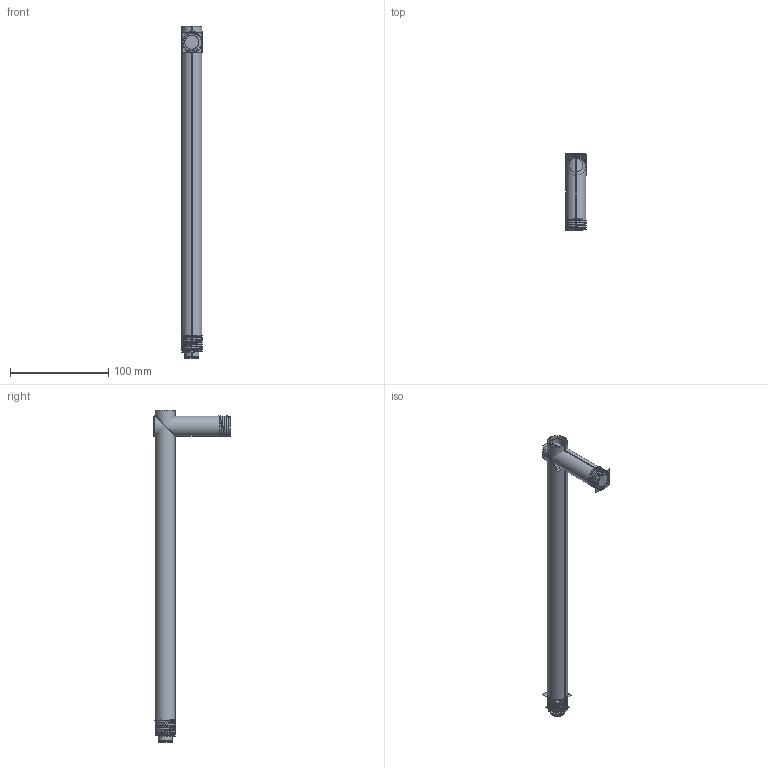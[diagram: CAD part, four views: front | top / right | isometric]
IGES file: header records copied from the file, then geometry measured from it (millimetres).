
Start section:  PTC IGES file: 202-1_asm.igs
Global section: file name: 202-1_asm.igs; native system: Creo Parametric by Parametric Technology Corporation; preprocessor: 2013150; author: rsmith; organization: Unknown; date: 20150730.101343; units: inch
Bounding box: 21.86 x 78.09 x 337.93 mm (x, y, z)
Surface area: 169300.7 mm2 (no closed solid volume)
Topology: 0 solids, 0 shells, 152 faces, 2178 edges, 2874 vertices
Faces by surface type: revolution 82, bspline 70
